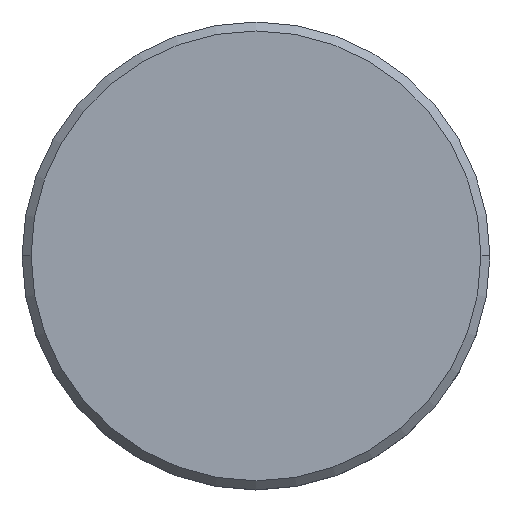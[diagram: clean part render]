
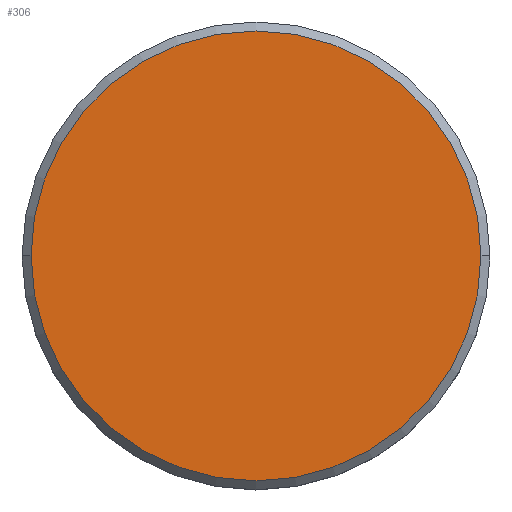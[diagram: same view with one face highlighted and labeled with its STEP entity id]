
A CAD part, top view. The second image highlights one B-rep face of the part: STEP entity #306.
In plain terms, the highlighted planar face has unit normal (0, 0, 1).
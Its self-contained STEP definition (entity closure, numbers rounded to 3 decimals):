
#99 = FACE_OUTER_BOUND ( 'NONE', #111, .T. ) ;
#111 = EDGE_LOOP ( 'NONE', ( #215, #1178 ) ) ;
#125 = AXIS2_PLACEMENT_3D ( 'NONE', #259, #1004, #905 ) ;
#145 = CARTESIAN_POINT ( 'NONE',  ( 0., 0., 0. ) ) ;
#173 = CARTESIAN_POINT ( 'NONE',  ( -12.5, 0., 0. ) ) ;
#215 = ORIENTED_EDGE ( 'NONE', *, *, #891, .T. ) ;
#238 = DIRECTION ( 'NONE',  ( 1., 0., 0. ) ) ;
#259 = CARTESIAN_POINT ( 'NONE',  ( 0., 0., 0. ) ) ;
#268 = CARTESIAN_POINT ( 'NONE',  ( 0., 0., 0. ) ) ;
#294 = AXIS2_PLACEMENT_3D ( 'NONE', #145, #1058, #238 ) ;
#306 = ADVANCED_FACE ( 'NONE', ( #99 ), #448, .T. ) ;
#368 = CARTESIAN_POINT ( 'NONE',  ( 12.5, 0., 0. ) ) ;
#422 = VERTEX_POINT ( 'NONE', #368 ) ;
#448 = PLANE ( 'NONE',  #449 ) ;
#449 = AXIS2_PLACEMENT_3D ( 'NONE', #268, #916, #746 ) ;
#641 = CIRCLE ( 'NONE', #125, 12.5 ) ;
#746 = DIRECTION ( 'NONE',  ( 1., 0., 0. ) ) ;
#821 = EDGE_CURVE ( 'NONE', #422, #827, #1114, .T. ) ;
#827 = VERTEX_POINT ( 'NONE', #173 ) ;
#891 = EDGE_CURVE ( 'NONE', #827, #422, #641, .T. ) ;
#905 = DIRECTION ( 'NONE',  ( 1., 0., 0. ) ) ;
#916 = DIRECTION ( 'NONE',  ( 0., 0., 1. ) ) ;
#1004 = DIRECTION ( 'NONE',  ( 0., 0., 1. ) ) ;
#1058 = DIRECTION ( 'NONE',  ( 0., 0., 1. ) ) ;
#1114 = CIRCLE ( 'NONE', #294, 12.5 ) ;
#1178 = ORIENTED_EDGE ( 'NONE', *, *, #821, .T. ) ;
